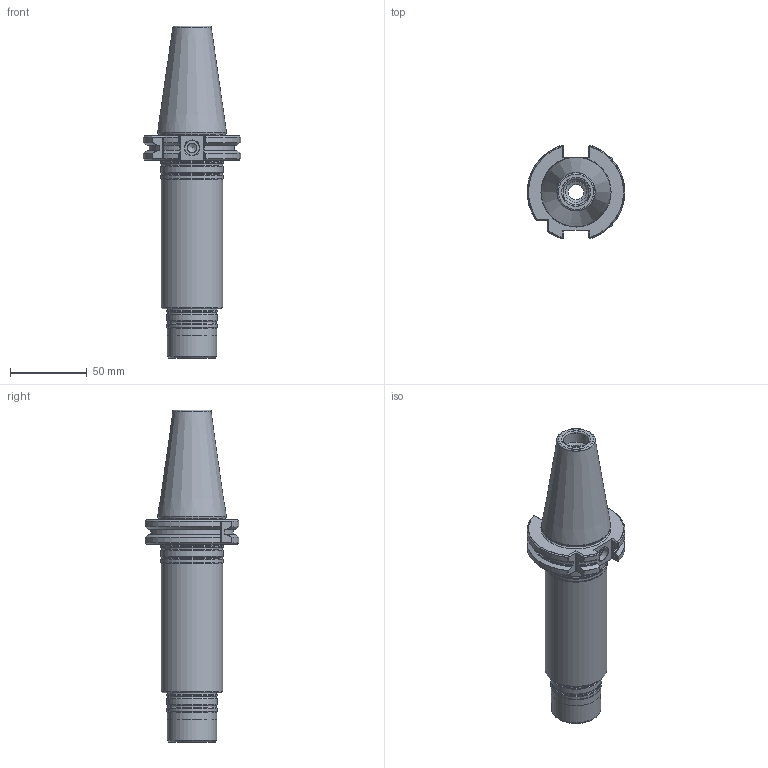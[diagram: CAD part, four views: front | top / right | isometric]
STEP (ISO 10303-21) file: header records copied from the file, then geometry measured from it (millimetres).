
FILE_DESCRIPTION(/* description */ (''),/* implementation_level */ '2;1');
FILE_NAME(/* name */ '424012580.stp',/* time_stamp */ '2021-01-08T12:43:54',/* author */ ('LRA'),/* organization */ ('REGO-FIX'),/* preprocessor_version */ ' Unknown',/* originating_system */ 'SIEMENS PLM Software Solid Edge ST10',/* authorization */ 'Unknown');
FILE_SCHEMA (('AUTOMOTIVE_DESIGN { 1 0 10303 214 2 1 1}'));
Length unit declared in the file: millimetre
Products named in the file (1): NOCUT
Bounding box: 63.65 x 61.24 x 216.65 mm (x, y, z)
Volume: 445784.6 mm3; surface area: 84674.9 mm2
Topology: 2 solids, 2 shells, 296 faces, 774 edges, 479 vertices
Faces by surface type: cylinder 95, cone 88, plane 81, torus 32
Full cylindrical faces by diameter (mm): 3.5 x10, 6 x2, 10 x2, 10.106 x2, 13.834 x2, 13.835 x2, 16.7 x1, 17 x1, 18 x2, 32 x2, 32.3 x1, 32.5 x3, 32.8 x3, 40 x1, 40.3 x1, 40.5 x3, 40.8 x3
Entity records: 10395 total; most frequent: CARTESIAN_POINT 1852, DIRECTION 1322, ORIENTED_EDGE 1220, EDGE_CURVE 610, AXIS2_PLACEMENT_3D 558, VERTEX_POINT 452, FACE_BOUND 434, EDGE_LOOP 422
